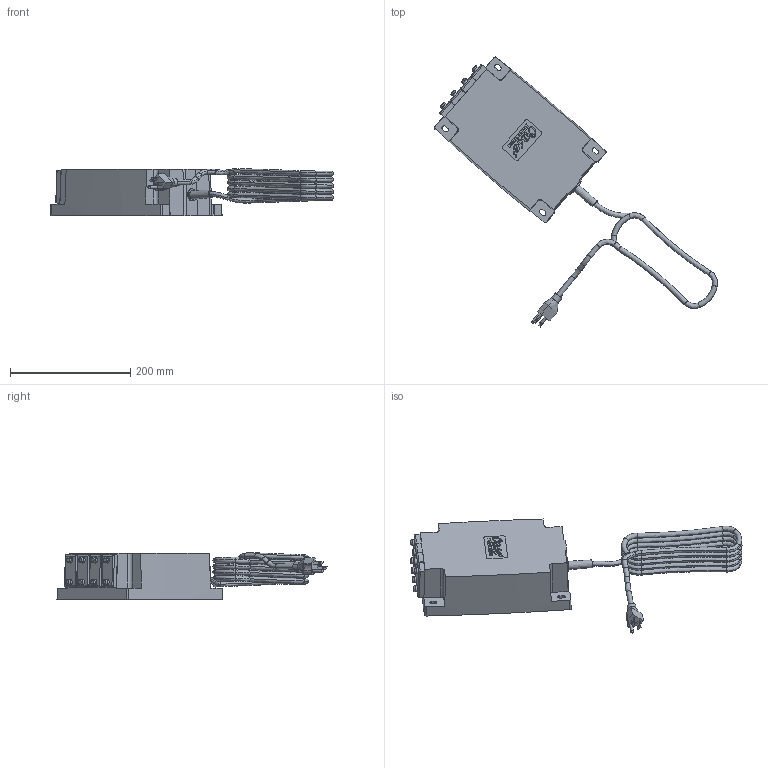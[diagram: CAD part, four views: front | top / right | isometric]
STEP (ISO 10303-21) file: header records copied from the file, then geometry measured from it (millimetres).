
FILE_DESCRIPTION(/* description */ (''),/* implementation_level */ '2;1');
FILE_NAME(/* name */ '40289_UPS250 Zusammenbau.stp',/* time_stamp */ '2016-06-02T08:08:01+02:00',/* author */ ('guzb562'),/* organization */ (''),/* preprocessor_version */ 'ST-DEVELOPER v16.1',/* originating_system */ 'Autodesk Inventor 2016',/* authorisation */ '');
FILE_SCHEMA (('AUTOMOTIVE_DESIGN { 1 0 10303 214 3 1 1 }'));
Length unit declared in the file: millimetre
Products named in the file (4): 40289_UPS250_für Kunden; 30068_kabel; netzstecker_usa_3_polig; 40289_UPS250 Zusammenbau
Assembly tree (3 placements, depth 2):
  40289_UPS250 Zusammenbau
    40289_UPS250_für Kunden
    30068_kabel
    netzstecker_usa_3_polig
Bounding box: 471.47 x 449.74 x 78.38 mm (x, y, z)
Volume: 2949496.2 mm3; surface area: 217215.1 mm2
Topology: 3 solids, 3 shells, 489 faces, 1254 edges, 808 vertices
Faces by surface type: plane 219, cylinder 149, bspline 102, cone 11, torus 8
Full cylindrical faces by diameter (mm): 3.2 x2, 4.7 x1, 10.074 x8, 20.008 x1
Entity records: 33032 total; most frequent: CARTESIAN_POINT 21371, ORIENTED_EDGE 2466, DIRECTION 2265, EDGE_CURVE 1233, VERTEX_POINT 808, AXIS2_PLACEMENT_3D 796, LINE 673, VECTOR 673
